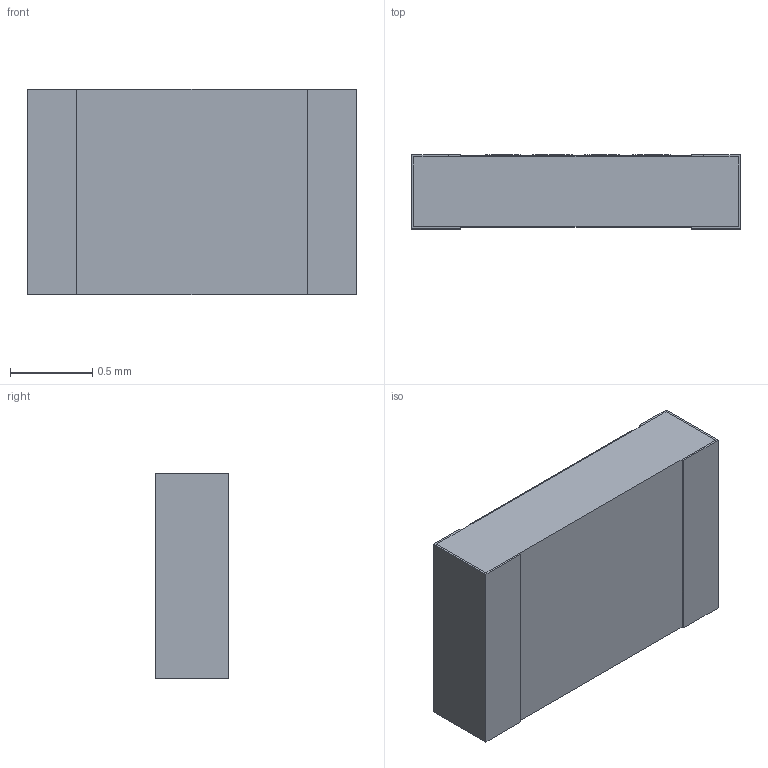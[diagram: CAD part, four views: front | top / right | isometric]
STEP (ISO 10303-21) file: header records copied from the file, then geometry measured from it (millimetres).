
FILE_DESCRIPTION (( 'STEP AP214' ), '1' );
FILE_NAME ('R STD(0805) M(2012).STEP', '2018-09-21T17:53:22', ( '' ), ( '' ), 'SwSTEP 2.0', 'SolidWorks 2018', '' );
FILE_SCHEMA (( 'AUTOMOTIVE_DESIGN' ));
Length unit declared in the file: millimetre
Products named in the file (1): R STD(0805) M(2012)
Bounding box: 2 x 0.45 x 1.25 mm (x, y, z)
Volume: 1.1 mm3; surface area: 8 mm2
Topology: 1 solids, 1 shells, 91 faces, 235 edges, 154 vertices
Faces by surface type: plane 48, bspline 43
Entity records: 6424 total; most frequent: CARTESIAN_POINT 3620, ORIENTED_EDGE 470, DIRECTION 247, EDGE_CURVE 235, VERTEX_POINT 154, VECTOR 149, LINE 149, EDGE_LOOP 99
